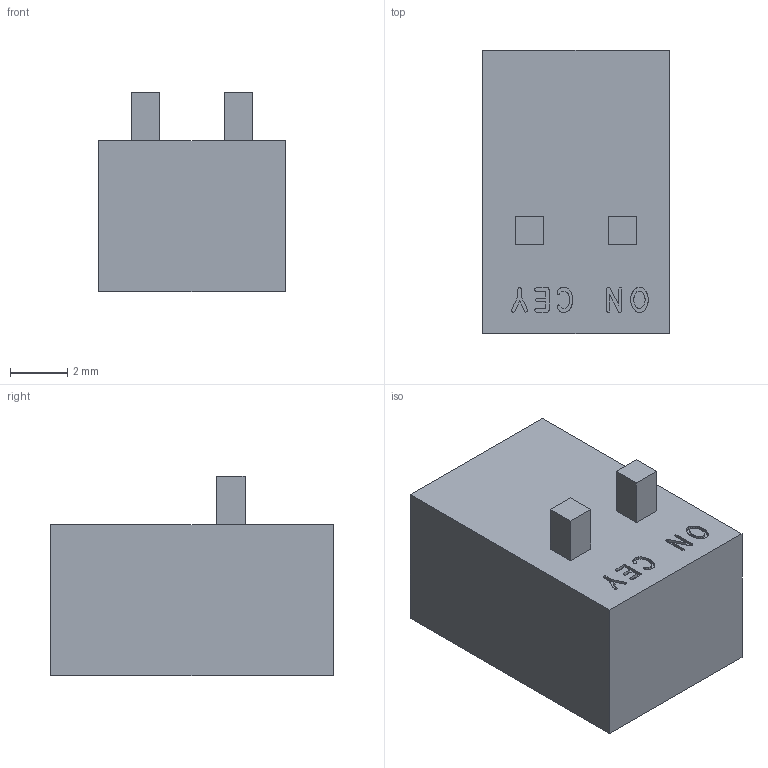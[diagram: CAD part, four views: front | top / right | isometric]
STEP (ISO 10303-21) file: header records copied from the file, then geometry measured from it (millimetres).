
FILE_DESCRIPTION(('STEP AP214'), '1');
FILE_NAME('DS1040-02RN', '', ('UNSPECIFIED'), ('UNSPECIFIED'), 'ASCON STEP Converter 1.6', 'ASCON Math Kernel', '');
FILE_SCHEMA(('AUTOMOTIVE_DESIGN { 1 0 10303 214 3 1 1}'));
Length unit declared in the file: millimetre
Bounding box: 6.54 x 9.9 x 7 mm (x, y, z)
Volume: 346.4 mm3; surface area: 319.2 mm2
Topology: 1 solids, 1 shells, 253 faces, 729 edges, 486 vertices
Faces by surface type: plane 168, cylinder 85
Entity records: 10361 total; most frequent: CARTESIAN_POINT 1469, ORIENTED_EDGE 1458, DIRECTION 1407, EDGE_CURVE 729, LINE 559, VECTOR 559, VERTEX_POINT 486, AXIS2_PLACEMENT_3D 424
